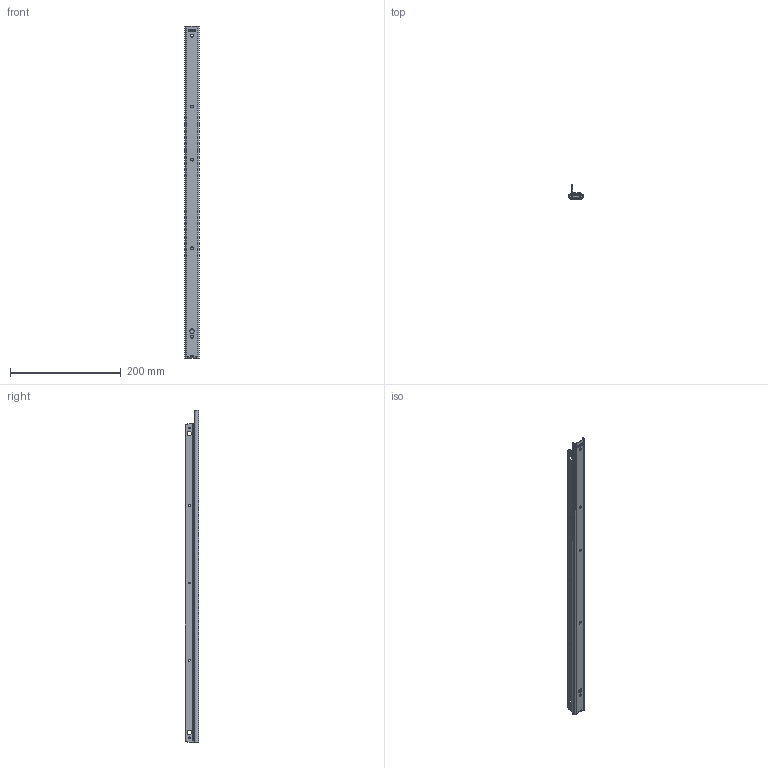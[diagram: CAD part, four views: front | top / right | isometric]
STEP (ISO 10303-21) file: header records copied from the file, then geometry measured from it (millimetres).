
FILE_DESCRIPTION((''),'2;1');
FILE_NAME('109-055_ASM','2015-05-04T',('w.jans'),(''),'PRO/ENGINEER BY PARAMETRIC TECHNOLOGY CORPORATION, 2003450','PRO/ENGINEER BY PARAMETRIC TECHNOLOGY CORPORATION, 2003450','');
FILE_SCHEMA(('CONFIG_CONTROL_DESIGN'));
Length unit declared in the file: millimetre
Products named in the file (10): 109-055-SKEL; 511-09-055-EMS1; 511-09-055-EMS1_ASM; 515-3XX-055EMS; 911-080; 515-3XX-055EMS_ASM; 513-09-055-EMS3; 516-012; 513-09-055-EMS3_ASM; 109-055_ASM
Assembly tree (30 placements, depth 3):
  109-055_ASM
    109-055-SKEL
    511-09-055-EMS1_ASM
      511-09-055-EMS1
    515-3XX-055EMS_ASM
      515-3XX-055EMS
      911-080  x22
    513-09-055-EMS3_ASM
      513-09-055-EMS3
      516-012
Bounding box: 27 x 24.5 x 600 mm (x, y, z)
Volume: 68359.8 mm3; surface area: 119984 mm2
Topology: 26 solids, 26 shells, 481 faces, 1347 edges, 822 vertices
Faces by surface type: plane 267, cylinder 170, sphere 44
Entity records: 14594 total; most frequent: CARTESIAN_POINT 2563, DIRECTION 2555, ORIENTED_EDGE 2434, EDGE_CURVE 1217, VECTOR 865, LINE 865, AXIS2_PLACEMENT_3D 845, VERTEX_POINT 780
